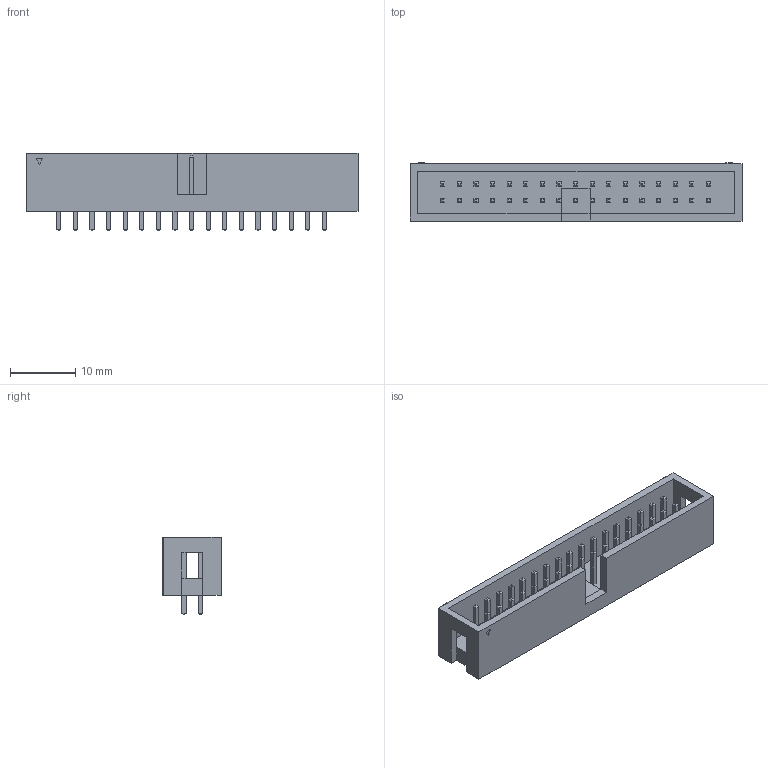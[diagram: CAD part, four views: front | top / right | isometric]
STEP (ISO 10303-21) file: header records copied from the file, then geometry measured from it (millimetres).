
FILE_DESCRIPTION(('FreeCAD Model'),'2;1');
FILE_NAME('ml_34_v.stp','2015-04-11T14:01:41',( 'FreeCAD'),('FreeCAD'),'Open CASCADE STEP processor 6.7','FreeCAD', 'Unknown');
FILE_SCHEMA(('AUTOMOTIVE_DESIGN_CC2 { 1 2 10303 214 -1 1 5 4 }'));
Length unit declared in the file: millimetre
Products named in the file (2): LinearPattern001; Array
Bounding box: 50.8 x 8.9 x 11.9 mm (x, y, z)
Volume: 2040.1 mm3; surface area: 3605 mm2
Topology: 35 solids, 35 shells, 660 faces, 1345 edges, 756 vertices
Faces by surface type: plane 656, cylinder 4
Full cylindrical faces by diameter (mm): 0.6 x4
Entity records: 34461 total; most frequent: CARTESIAN_POINT 5516, DIRECTION 5341, LINE 4003, VECTOR 4003, ORIENTED_EDGE 2690, PCURVE 2690, DEFINITIONAL_REPRESENTATION 2690, EDGE_CURVE 1345
